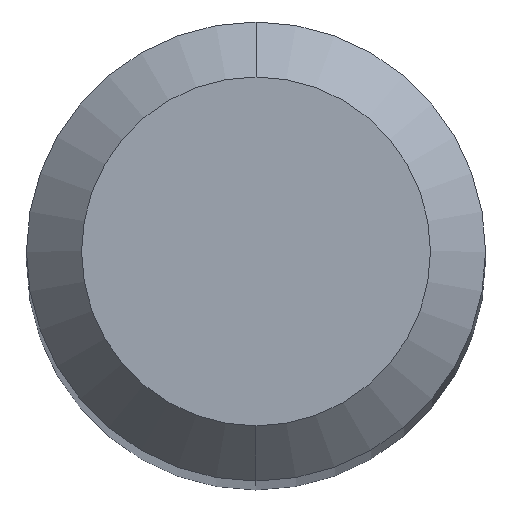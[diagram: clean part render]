
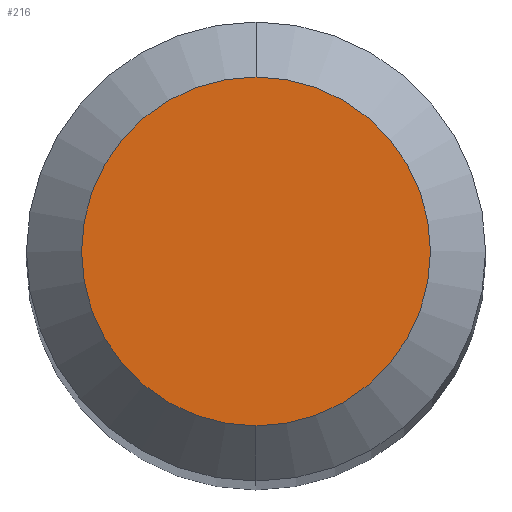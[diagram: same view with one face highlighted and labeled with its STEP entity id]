
A CAD part, top view. The second image highlights one B-rep face of the part: STEP entity #216.
In plain terms, the highlighted planar face has unit normal (0, 0, 1).
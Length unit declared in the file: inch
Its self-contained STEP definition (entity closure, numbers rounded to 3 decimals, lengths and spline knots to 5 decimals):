
#26 = CARTESIAN_POINT ( 'NONE',  ( 0., 0.0475, 0. ) ) ;
#32 = CARTESIAN_POINT ( 'NONE',  ( 0., 0., 0. ) ) ;
#66 = EDGE_CURVE ( 'NONE', #437, #473, #360, .T. ) ;
#78 = DIRECTION ( 'NONE',  ( 0., 0., 1. ) ) ;
#82 = DIRECTION ( 'NONE',  ( 0., 0., -1. ) ) ;
#85 = AXIS2_PLACEMENT_3D ( 'NONE', #536, #104, #97 ) ;
#97 = DIRECTION ( 'NONE',  ( 0., -1., 0. ) ) ;
#104 = DIRECTION ( 'NONE',  ( 0., 0., 1. ) ) ;
#128 = ORIENTED_EDGE ( 'NONE', *, *, #300, .T. ) ;
#163 = AXIS2_PLACEMENT_3D ( 'NONE', #32, #78, #561 ) ;
#216 = ADVANCED_FACE ( 'NONE', ( #289 ), #433, .F. ) ;
#255 = DIRECTION ( 'NONE',  ( 0., 1., 0. ) ) ;
#289 = FACE_OUTER_BOUND ( 'NONE', #379, .T. ) ;
#300 = EDGE_CURVE ( 'NONE', #473, #437, #385, .T. ) ;
#351 = CARTESIAN_POINT ( 'NONE',  ( 0., -0.0475, 0. ) ) ;
#360 = CIRCLE ( 'NONE', #85, 0.0475 ) ;
#379 = EDGE_LOOP ( 'NONE', ( #128, #544 ) ) ;
#385 = CIRCLE ( 'NONE', #163, 0.0475 ) ;
#433 = PLANE ( 'NONE',  #453 ) ;
#437 = VERTEX_POINT ( 'NONE', #351 ) ;
#453 = AXIS2_PLACEMENT_3D ( 'NONE', #26, #82, #255 ) ;
#473 = VERTEX_POINT ( 'NONE', #480 ) ;
#480 = CARTESIAN_POINT ( 'NONE',  ( 0., 0.0475, 0. ) ) ;
#536 = CARTESIAN_POINT ( 'NONE',  ( 0., 0., 0. ) ) ;
#544 = ORIENTED_EDGE ( 'NONE', *, *, #66, .T. ) ;
#561 = DIRECTION ( 'NONE',  ( 0., -1., 0. ) ) ;
